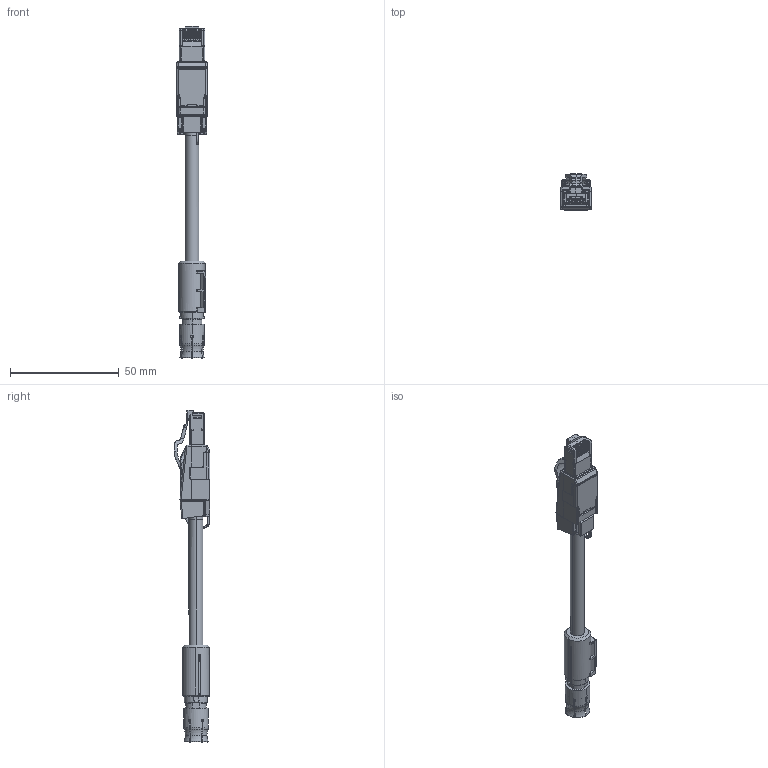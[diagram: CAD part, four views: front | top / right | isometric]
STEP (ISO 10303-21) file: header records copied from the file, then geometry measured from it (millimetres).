
FILE_DESCRIPTION(('CATIA V5 STEP Exchange','CAx-IF Rec.Pracs.--- Model Styling and Organization---1.5--- 2016-08-15','CAx-IF Rec.Pracs.---Supplemental Geometry---1.0---2011-11-01','CAx-IF Rec.Pracs.--- Composite Materials ---1.1---2010-07-15'),'2;1');
FILE_NAME ('030604-2_0', '2025-05-08T07:46:42+00:00', ('none'), ('Weidmueller'), 'CATIA Version 5-6 Release 2022 SP4 HF5', 'CATIA V5 STEP AP214 v3', 'none');
FILE_SCHEMA(('AUTOMOTIVE_DESIGN { 1 0 10303 214 1 1 1 1 }'));
Products named in the file (1): 2451100000
Bounding box: 13.8 x 16.51 x 152.37 mm (x, y, z)
Volume: 12471.4 mm3; surface area: 8715.6 mm2
Topology: 1 solids, 2 shells, 2058 faces, 5580 edges, 3524 vertices
Faces by surface type: plane 964, cylinder 693, bspline 226, torus 90, cone 45, sphere 22, extrusion 18
Entity records: 82201 total; most frequent: CARTESIAN_POINT 34170, ORIENTED_EDGE 11146, DIRECTION 7412, EDGE_CURVE 5573, VERTEX_POINT 3524, VECTOR 3398, LINE 3380, AXIS2_PLACEMENT_3D 2301
